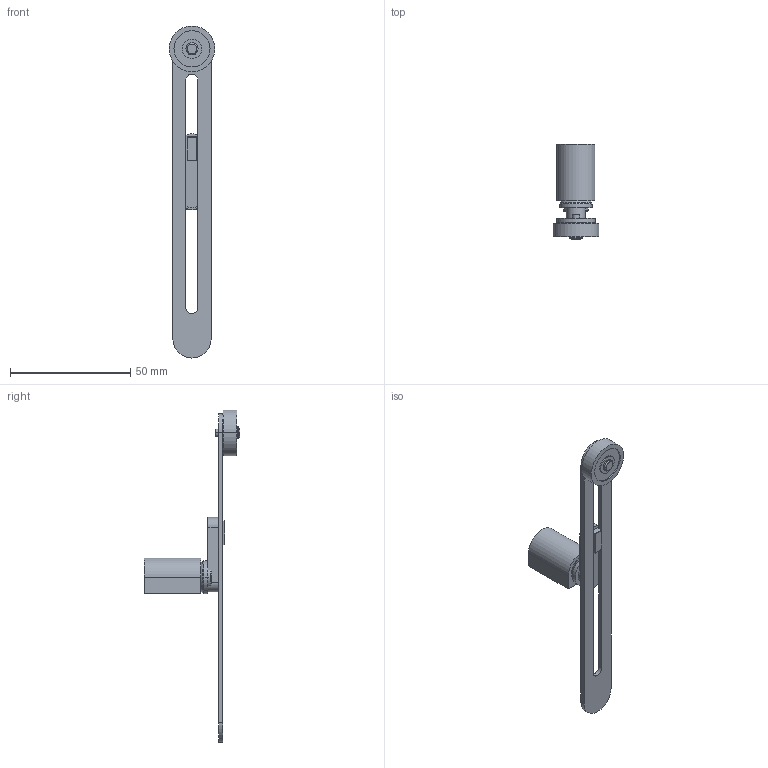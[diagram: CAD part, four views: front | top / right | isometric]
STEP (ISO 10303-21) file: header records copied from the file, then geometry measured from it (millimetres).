
FILE_DESCRIPTION((''),'2;1');
FILE_NAME('3d_KBF1S11.stp','2012-10-03T08:18:43',(''),(''),'Mechanical Desktop 2011','Mechanical Desktop 2011',', , ');
FILE_SCHEMA(('CONFIG_CONTROL_DESIGN'));
Length unit declared in the file: millimetre
Products named in the file (1): Product
Bounding box: 19 x 39.63 x 138.01 mm (x, y, z)
Volume: 11029.8 mm3; surface area: 8242.1 mm2
Topology: 7 solids, 7 shells, 73 faces, 150 edges, 98 vertices
Faces by surface type: plane 36, cylinder 27, cone 8, torus 2
Entity records: 2033 total; most frequent: DIRECTION 368, CARTESIAN_POINT 322, ORIENTED_EDGE 300, EDGE_CURVE 150, AXIS2_PLACEMENT_3D 144, VERTEX_POINT 98, EDGE_LOOP 82, VECTOR 80
